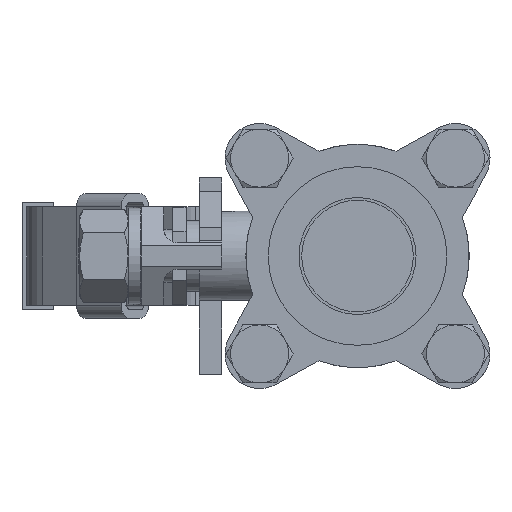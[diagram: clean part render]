
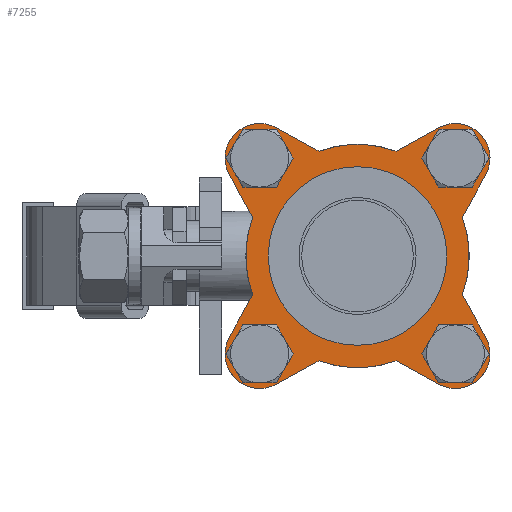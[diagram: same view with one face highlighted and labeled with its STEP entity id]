
A CAD part, left-side view. The second image highlights one B-rep face of the part: STEP entity #7255.
In plain terms, the highlighted planar face has unit normal (-1, 0, 0).
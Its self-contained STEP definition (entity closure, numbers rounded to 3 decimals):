
#10 = CARTESIAN_POINT ( 'NONE',  ( -27., -18.196, 28.717 ) ) ;
#309 = CARTESIAN_POINT ( 'NONE',  ( -27., -8.618, -23.468 ) ) ;
#381 = CARTESIAN_POINT ( 'NONE',  ( -27., -23.468, 8.618 ) ) ;
#466 = DIRECTION ( 'NONE',  ( 0., -0.877, -0.481 ) ) ;
#487 = CARTESIAN_POINT ( 'NONE',  ( -27., 23.468, -8.618 ) ) ;
#626 = VERTEX_POINT ( 'NONE', #2265 ) ;
#664 = CARTESIAN_POINT ( 'NONE',  ( -27., 18.196, 28.717 ) ) ;
#680 = CARTESIAN_POINT ( 'NONE',  ( -27., 28.717, 18.196 ) ) ;
#682 = CIRCLE ( 'NONE', #10107, 25. ) ;
#737 = VERTEX_POINT ( 'NONE', #4098 ) ;
#783 = ORIENTED_EDGE ( 'NONE', *, *, #5904, .T. ) ;
#880 = PLANE ( 'NONE',  #11875 ) ;
#930 = CARTESIAN_POINT ( 'NONE',  ( -27., 21.92, 21.92 ) ) ;
#1072 = EDGE_CURVE ( 'NONE', #11429, #5406, #11128, .T. ) ;
#1359 = EDGE_CURVE ( 'NONE', #11429, #10330, #3939, .T. ) ;
#1463 = DIRECTION ( 'NONE',  ( 0., -0.481, 0.877 ) ) ;
#1583 = DIRECTION ( 'NONE',  ( 0., 0., -1. ) ) ;
#1612 = EDGE_CURVE ( 'NONE', #7987, #1754, #2182, .T. ) ;
#1754 = VERTEX_POINT ( 'NONE', #11765 ) ;
#1872 = EDGE_CURVE ( 'NONE', #2136, #737, #6711, .T. ) ;
#2087 = DIRECTION ( 'NONE',  ( 0., 0., 1. ) ) ;
#2136 = VERTEX_POINT ( 'NONE', #3542 ) ;
#2182 = CIRCLE ( 'NONE', #2737, 7.75 ) ;
#2231 = ORIENTED_EDGE ( 'NONE', *, *, #8444, .F. ) ;
#2265 = CARTESIAN_POINT ( 'NONE',  ( -27., -18.196, -28.717 ) ) ;
#2346 = CARTESIAN_POINT ( 'NONE',  ( -27., 21.92, 21.92 ) ) ;
#2406 = EDGE_CURVE ( 'NONE', #12374, #8219, #10455, .T. ) ;
#2513 = VERTEX_POINT ( 'NONE', #11836 ) ;
#2519 = CARTESIAN_POINT ( 'NONE',  ( -27., -21.92, -21.92 ) ) ;
#2533 = DIRECTION ( 'NONE',  ( 0., 0., -1. ) ) ;
#2715 = CARTESIAN_POINT ( 'NONE',  ( -27., -28.717, 18.196 ) ) ;
#2737 = AXIS2_PLACEMENT_3D ( 'NONE', #13956, #5939, #8040 ) ;
#2903 = CARTESIAN_POINT ( 'NONE',  ( -27., 0., 0. ) ) ;
#2923 = CARTESIAN_POINT ( 'NONE',  ( -27., 18.196, -28.717 ) ) ;
#3404 = ORIENTED_EDGE ( 'NONE', *, *, #5170, .F. ) ;
#3420 = LINE ( 'NONE', #680, #10998 ) ;
#3497 = AXIS2_PLACEMENT_3D ( 'NONE', #7627, #5323, #5275 ) ;
#3542 = CARTESIAN_POINT ( 'NONE',  ( -27., -8.618, -23.468 ) ) ;
#3585 = AXIS2_PLACEMENT_3D ( 'NONE', #2903, #10959, #5293 ) ;
#3621 = DIRECTION ( 'NONE',  ( -1., 0., 0. ) ) ;
#3660 = DIRECTION ( 'NONE',  ( 1., 0., 0. ) ) ;
#3696 = DIRECTION ( 'NONE',  ( 0., 0., -1. ) ) ;
#3772 = EDGE_CURVE ( 'NONE', #6820, #737, #7578, .T. ) ;
#3939 = LINE ( 'NONE', #487, #13479 ) ;
#4014 = CARTESIAN_POINT ( 'NONE',  ( -27., -28.717, -18.196 ) ) ;
#4098 = CARTESIAN_POINT ( 'NONE',  ( -27., 8.618, -23.468 ) ) ;
#4165 = FACE_BOUND ( 'NONE', #14623, .T. ) ;
#4376 = LINE ( 'NONE', #309, #9941 ) ;
#4523 = VECTOR ( 'NONE', #5261, 1000. ) ;
#4556 = ORIENTED_EDGE ( 'NONE', *, *, #1359, .T. ) ;
#4614 = EDGE_CURVE ( 'NONE', #626, #5191, #8090, .T. ) ;
#4792 = ORIENTED_EDGE ( 'NONE', *, *, #1072, .F. ) ;
#4928 = ORIENTED_EDGE ( 'NONE', *, *, #2406, .T. ) ;
#4933 = CARTESIAN_POINT ( 'NONE',  ( -27., -23.468, 8.618 ) ) ;
#5145 = CARTESIAN_POINT ( 'NONE',  ( -27., -23.468, -8.618 ) ) ;
#5170 = EDGE_CURVE ( 'NONE', #11731, #8046, #682, .T. ) ;
#5191 = VERTEX_POINT ( 'NONE', #4014 ) ;
#5261 = DIRECTION ( 'NONE',  ( 0., -0.877, 0.481 ) ) ;
#5275 = DIRECTION ( 'NONE',  ( 0., 0., -1. ) ) ;
#5293 = DIRECTION ( 'NONE',  ( 0., 0., -1. ) ) ;
#5323 = DIRECTION ( 'NONE',  ( 1., 0., 0. ) ) ;
#5395 = ORIENTED_EDGE ( 'NONE', *, *, #1612, .T. ) ;
#5401 = CARTESIAN_POINT ( 'NONE',  ( -27., 8.618, 23.468 ) ) ;
#5406 = VERTEX_POINT ( 'NONE', #9071 ) ;
#5780 = FACE_OUTER_BOUND ( 'NONE', #12499, .T. ) ;
#5904 = EDGE_CURVE ( 'NONE', #1754, #13186, #12549, .T. ) ;
#5939 = DIRECTION ( 'NONE',  ( -1., 0., 0. ) ) ;
#5985 = CARTESIAN_POINT ( 'NONE',  ( -27., 0., 0. ) ) ;
#6034 = ORIENTED_EDGE ( 'NONE', *, *, #9075, .T. ) ;
#6113 = LINE ( 'NONE', #14028, #8815 ) ;
#6216 = CARTESIAN_POINT ( 'NONE',  ( -27., 23.468, -8.618 ) ) ;
#6227 = CARTESIAN_POINT ( 'NONE',  ( -27., 0., 0. ) ) ;
#6327 = CARTESIAN_POINT ( 'NONE',  ( -27., 0., 0. ) ) ;
#6711 = CIRCLE ( 'NONE', #9985, 25. ) ;
#6820 = VERTEX_POINT ( 'NONE', #10329 ) ;
#7060 = VECTOR ( 'NONE', #11262, 1000. ) ;
#7081 = EDGE_CURVE ( 'NONE', #10330, #6820, #7669, .T. ) ;
#7207 = EDGE_CURVE ( 'NONE', #8219, #5406, #3420, .T. ) ;
#7255 = ADVANCED_FACE ( 'NONE', ( #4165, #5780 ), #880, .T. ) ;
#7376 = DIRECTION ( 'NONE',  ( 1., 0., 0. ) ) ;
#7578 = LINE ( 'NONE', #2923, #4523 ) ;
#7627 = CARTESIAN_POINT ( 'NONE',  ( -27., 0., 0. ) ) ;
#7652 = ORIENTED_EDGE ( 'NONE', *, *, #7207, .T. ) ;
#7669 = CIRCLE ( 'NONE', #10619, 7.75 ) ;
#7780 = VECTOR ( 'NONE', #1463, 1000. ) ;
#7897 = ORIENTED_EDGE ( 'NONE', *, *, #7081, .T. ) ;
#7917 = EDGE_CURVE ( 'NONE', #5191, #8046, #6113, .T. ) ;
#7987 = VERTEX_POINT ( 'NONE', #2715 ) ;
#8040 = DIRECTION ( 'NONE',  ( 0., 0., -1. ) ) ;
#8046 = VERTEX_POINT ( 'NONE', #5145 ) ;
#8090 = CIRCLE ( 'NONE', #9896, 7.75 ) ;
#8219 = VERTEX_POINT ( 'NONE', #9099 ) ;
#8439 = ORIENTED_EDGE ( 'NONE', *, *, #14435, .T. ) ;
#8444 = EDGE_CURVE ( 'NONE', #13282, #13186, #12008, .T. ) ;
#8603 = CARTESIAN_POINT ( 'NONE',  ( -27., 21.92, -21.92 ) ) ;
#8710 = ORIENTED_EDGE ( 'NONE', *, *, #13514, .T. ) ;
#8815 = VECTOR ( 'NONE', #11835, 1000. ) ;
#9071 = CARTESIAN_POINT ( 'NONE',  ( -27., 23.468, 8.618 ) ) ;
#9075 = EDGE_CURVE ( 'NONE', #2513, #2513, #12066, .T. ) ;
#9099 = CARTESIAN_POINT ( 'NONE',  ( -27., 28.717, 18.196 ) ) ;
#9207 = DIRECTION ( 'NONE',  ( 0., 0., -1. ) ) ;
#9460 = CARTESIAN_POINT ( 'NONE',  ( -27., 28.717, -18.196 ) ) ;
#9805 = ORIENTED_EDGE ( 'NONE', *, *, #4614, .T. ) ;
#9896 = AXIS2_PLACEMENT_3D ( 'NONE', #2519, #10582, #3696 ) ;
#9941 = VECTOR ( 'NONE', #466, 1000. ) ;
#9985 = AXIS2_PLACEMENT_3D ( 'NONE', #6227, #12068, #1583 ) ;
#10006 = CARTESIAN_POINT ( 'NONE',  ( -27., -8.618, 23.468 ) ) ;
#10036 = DIRECTION ( 'NONE',  ( 0., 0.481, -0.877 ) ) ;
#10107 = AXIS2_PLACEMENT_3D ( 'NONE', #6327, #7376, #11957 ) ;
#10263 = DIRECTION ( 'NONE',  ( -1., 0., 0. ) ) ;
#10329 = CARTESIAN_POINT ( 'NONE',  ( -27., 18.196, -28.717 ) ) ;
#10330 = VERTEX_POINT ( 'NONE', #9460 ) ;
#10455 = CIRCLE ( 'NONE', #14121, 7.75 ) ;
#10572 = ORIENTED_EDGE ( 'NONE', *, *, #3772, .T. ) ;
#10582 = DIRECTION ( 'NONE',  ( -1., 0., 0. ) ) ;
#10619 = AXIS2_PLACEMENT_3D ( 'NONE', #8603, #10810, #13028 ) ;
#10810 = DIRECTION ( 'NONE',  ( -1., 0., 0. ) ) ;
#10959 = DIRECTION ( 'NONE',  ( 1., 0., 0. ) ) ;
#10998 = VECTOR ( 'NONE', #12178, 1000. ) ;
#11128 = CIRCLE ( 'NONE', #14180, 25. ) ;
#11262 = DIRECTION ( 'NONE',  ( 0., 0.877, 0.481 ) ) ;
#11429 = VERTEX_POINT ( 'NONE', #6216 ) ;
#11444 = CARTESIAN_POINT ( 'NONE',  ( -27., 8.618, 23.468 ) ) ;
#11554 = LINE ( 'NONE', #5401, #7060 ) ;
#11731 = VERTEX_POINT ( 'NONE', #4933 ) ;
#11765 = CARTESIAN_POINT ( 'NONE',  ( -27., -18.196, 28.717 ) ) ;
#11835 = DIRECTION ( 'NONE',  ( 0., 0.481, 0.877 ) ) ;
#11836 = CARTESIAN_POINT ( 'NONE',  ( -27., 0., -16. ) ) ;
#11875 = AXIS2_PLACEMENT_3D ( 'NONE', #930, #10263, #2087 ) ;
#11957 = DIRECTION ( 'NONE',  ( 0., 0., -1. ) ) ;
#12008 = CIRCLE ( 'NONE', #3585, 25. ) ;
#12066 = CIRCLE ( 'NONE', #3497, 16. ) ;
#12068 = DIRECTION ( 'NONE',  ( 1., 0., 0. ) ) ;
#12178 = DIRECTION ( 'NONE',  ( 0., -0.481, -0.877 ) ) ;
#12374 = VERTEX_POINT ( 'NONE', #664 ) ;
#12499 = EDGE_LOOP ( 'NONE', ( #783, #2231, #8439, #4928, #7652, #4792, #4556, #7897, #10572, #14828, #14721, #9805, #13492, #3404, #8710, #5395 ) ) ;
#12549 = LINE ( 'NONE', #10, #13098 ) ;
#12693 = DIRECTION ( 'NONE',  ( 0., 0.877, -0.481 ) ) ;
#13028 = DIRECTION ( 'NONE',  ( 0., 0., -1. ) ) ;
#13098 = VECTOR ( 'NONE', #12693, 1000. ) ;
#13186 = VERTEX_POINT ( 'NONE', #10006 ) ;
#13282 = VERTEX_POINT ( 'NONE', #11444 ) ;
#13479 = VECTOR ( 'NONE', #10036, 1000. ) ;
#13492 = ORIENTED_EDGE ( 'NONE', *, *, #7917, .T. ) ;
#13514 = EDGE_CURVE ( 'NONE', #11731, #7987, #13887, .T. ) ;
#13887 = LINE ( 'NONE', #381, #7780 ) ;
#13956 = CARTESIAN_POINT ( 'NONE',  ( -27., -21.92, 21.92 ) ) ;
#14028 = CARTESIAN_POINT ( 'NONE',  ( -27., -28.717, -18.196 ) ) ;
#14121 = AXIS2_PLACEMENT_3D ( 'NONE', #2346, #3621, #9207 ) ;
#14180 = AXIS2_PLACEMENT_3D ( 'NONE', #5985, #3660, #2533 ) ;
#14195 = EDGE_CURVE ( 'NONE', #2136, #626, #4376, .T. ) ;
#14435 = EDGE_CURVE ( 'NONE', #13282, #12374, #11554, .T. ) ;
#14623 = EDGE_LOOP ( 'NONE', ( #6034 ) ) ;
#14721 = ORIENTED_EDGE ( 'NONE', *, *, #14195, .T. ) ;
#14828 = ORIENTED_EDGE ( 'NONE', *, *, #1872, .F. ) ;
